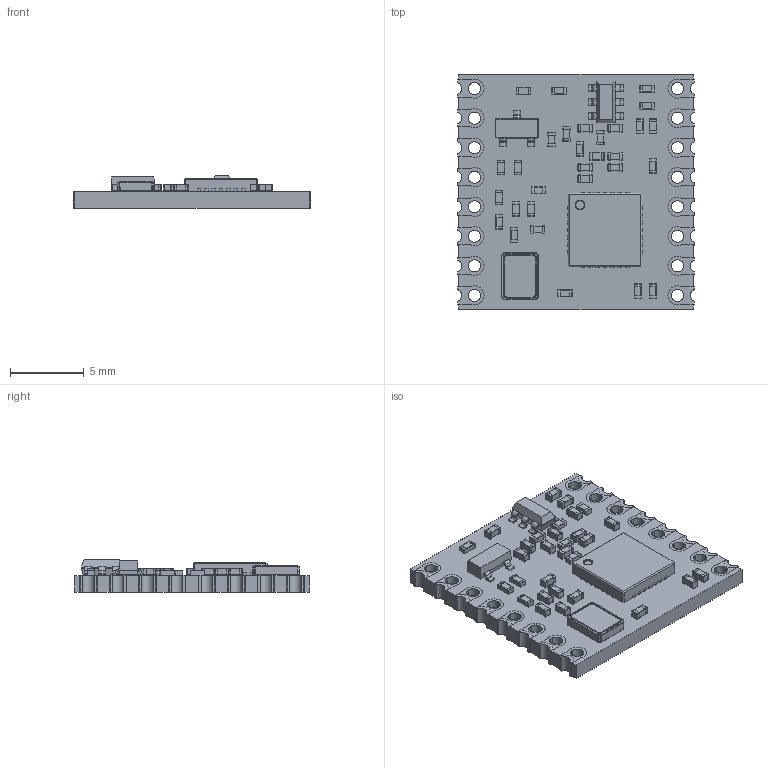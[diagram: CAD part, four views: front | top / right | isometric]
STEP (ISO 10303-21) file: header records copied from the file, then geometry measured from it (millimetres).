
FILE_DESCRIPTION (( 'STEP AP214' ), '1' );
FILE_NAME ('Hoperf_RFM_95_96_97_98_1.STEP', '2021-06-29T20:56:59', ( '' ), ( '' ), 'SwSTEP 2.0', 'SolidWorks 2016', '' );
FILE_SCHEMA (( 'AUTOMOTIVE_DESIGN' ));
Length unit declared in the file: millimetre
Products named in the file (45): Designator11; Designator4; Designator13; Designator6; Designator12; Res0402; 3; Open CASCADE STEP translator 6.5 1.29; Designator29; Designator5; Designator2; Designator31; Board; Designator1; Designator23; 1; 2; SW3dPS-SOT-23-6; User_Library-3-lead_sot23-3; Designator21; Designator9; Designator24; Designator10; Designator19; Designator17; Designator7; Designator27; Designator26; Designator20; Designator15; Designator22; Free-Models; QFN28; Goldcontact; Designator32; Hoperf_RFM_95_96_97_98_1; Open CASCADE STEP translator 6.5 1.32; Designator25; TXC_7M; Cap0402 ...
Assembly tree (86 placements, depth 3):
  Hoperf_RFM_95_96_97_98_1
    Board
    Designator4
      Cap0402
    Designator6
      Cap0402
    Designator7
      Cap0402
    Designator8
      Cap0402
    Designator9
      Cap0402
    Designator10
      Cap0402
    Designator11
      Cap0402
    Designator12
      Cap0402
    Designator13
      Cap0402
    Designator15
      SW3dPS-inductor_0402_white
    Designator17
      SW3dPS-inductor_0402_white
    Designator18
      SW3dPS-inductor_0402_white
    Designator19
      SW3dPS-inductor_0402_white
    Designator20
      SW3dPS-inductor_0402_white
    Designator21
      Cap0402
    Designator22
      Cap0402
    Designator23
      Cap0402
    Designator24
      Cap0402
    Designator25
      Cap0402
    Designator26
      Cap0402
    Designator27
      Cap0402
    Designator28
      Cap0402
    Designator29
      Cap0402
    Designator27_2
      SW3dPS-SOT-23-6
    Designator2
      QFN28
    Designator5
      Cap0402
    Designator1
      TXC_7M
    Open CASCADE STEP translator 6.5 1.29
      Res0402
    1
      Res0402
Bounding box: 16 x 15.9 x 2.23 mm (x, y, z)
Volume: 333.4 mm3; surface area: 1107.7 mm2
Topology: 144 solids, 144 shells, 2682 faces, 6164 edges, 3338 vertices
Faces by surface type: plane 1181, cylinder 1101, sphere 384, torus 12, cone 4
Entity records: 37497 total; most frequent: DIRECTION 4675, CARTESIAN_POINT 4517, ORIENTED_EDGE 4270, EDGE_CURVE 2135, VECTOR 1623, LINE 1623, AXIS2_PLACEMENT_3D 1526, VERTEX_POINT 1352
